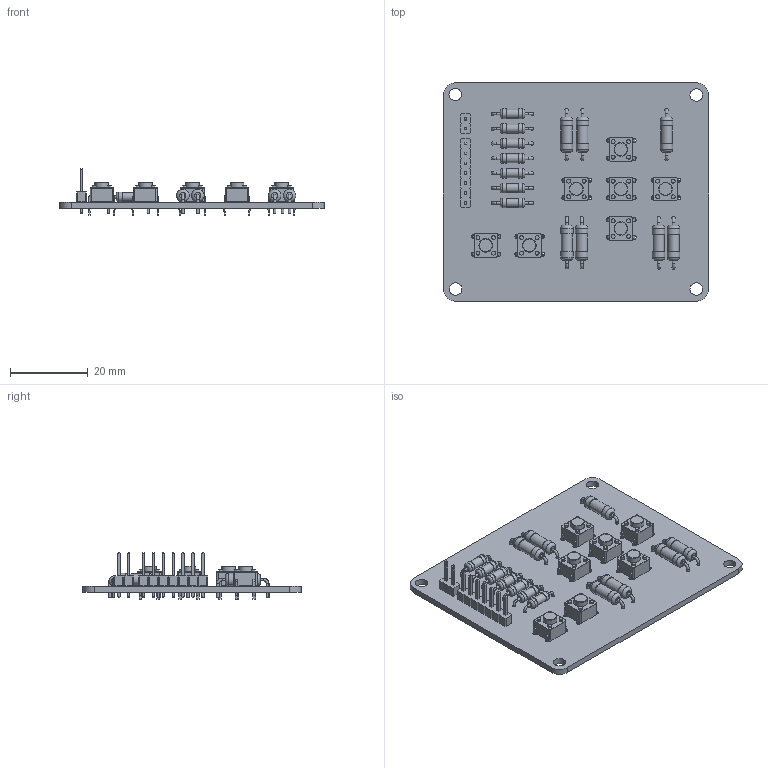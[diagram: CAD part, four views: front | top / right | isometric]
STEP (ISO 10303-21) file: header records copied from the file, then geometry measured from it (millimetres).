
FILE_DESCRIPTION(('KiCad electronic assembly'),'2;1');
FILE_NAME('Pi-Radio.step','2021-10-30T08:18:28',('An Author'),( 'A Company'),'Open CASCADE STEP processor 6.9', 'KiCad to STEP converter','Unknown');
FILE_SCHEMA(('AUTOMOTIVE_DESIGN { 1 0 10303 214 1 1 1 1 }'));
Length unit declared in the file: millimetre
Products named in the file (12): Open CASCADE STEP translator 6.9 1; PinHeader_1x07_P2.54mm_Vertical; SOLID; SW_PUSH_6mm_H5mm; R_Axial_DIN0207_L6.3mm_D2.5mm_P10.16mm_Horizontal; R_Axial_DIN0309_L9.0mm_D3.2mm_P12.70mm_Horizontal; PinHeader_1x02_P2.54mm_Vertical; COMPOUND
Assembly tree (29 placements, depth 3):
  Open CASCADE STEP translator 6.9 1
    PinHeader_1x07_P2.54mm_Vertical
      SOLID
    SW_PUSH_6mm_H5mm  x7
      SOLID
    R_Axial_DIN0207_L6.3mm_D2.5mm_P10.16mm_Horizontal  x7
      SOLID
    R_Axial_DIN0309_L9.0mm_D3.2mm_P12.70mm_Horizontal  x7
      SOLID
    PinHeader_1x02_P2.54mm_Vertical
      SOLID
    COMPOUND
Bounding box: 68 x 56 x 12.04 mm (x, y, z)
Volume: 7853.6 mm3; surface area: 11544.4 mm2
Topology: 24 solids, 24 shells, 1276 faces, 3082 edges, 1963 vertices
Faces by surface type: plane 755, cylinder 458, torus 63
Full cylindrical faces by diameter (mm): 0.6 x28, 0.7 x28, 0.8 x28, 1 x37, 1.1 x28, 2.25 x7, 2.5 x14, 2.88 x7, 3.2 x18, 3.5 x7
Entity records: 30722 total; most frequent: CARTESIAN_POINT 4955, DIRECTION 4439, LINE 2774, VECTOR 2774, ORIENTED_EDGE 2192, PCURVE 2192, DEFINITIONAL_REPRESENTATION 2192, EDGE_CURVE 1096
